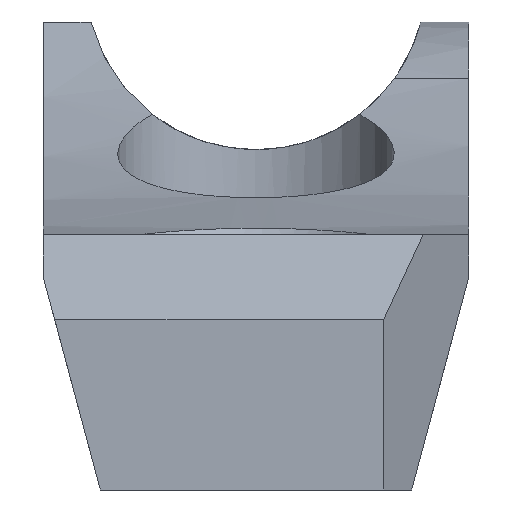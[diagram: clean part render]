
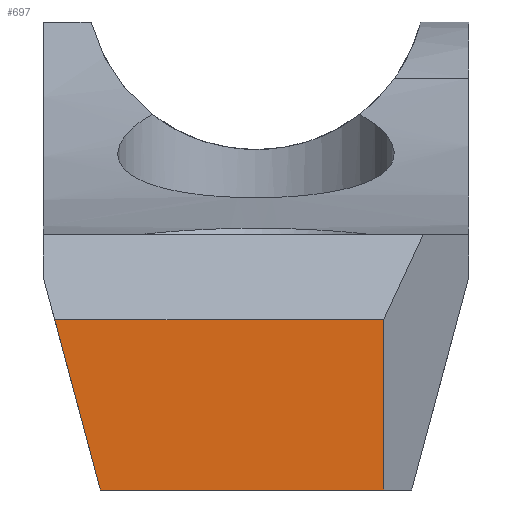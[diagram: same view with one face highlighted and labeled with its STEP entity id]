
A CAD part, front view. The second image highlights one B-rep face of the part: STEP entity #697.
In plain terms, the highlighted planar face has unit normal (0, -1, 0).
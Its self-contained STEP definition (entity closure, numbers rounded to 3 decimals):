
#35=PLANE('',#755);
#90=FACE_OUTER_BOUND('',#132,.T.);
#132=EDGE_LOOP('',(#612,#613,#614,#615));
#180=LINE('',#1171,#248);
#188=LINE('',#1193,#256);
#203=LINE('',#1222,#271);
#220=LINE('',#1256,#288);
#248=VECTOR('',#815,10.);
#256=VECTOR('',#835,10.);
#271=VECTOR('',#856,10.);
#288=VECTOR('',#885,10.);
#326=VERTEX_POINT('',#1168);
#327=VERTEX_POINT('',#1170);
#331=VERTEX_POINT('',#1184);
#335=VERTEX_POINT('',#1191);
#399=EDGE_CURVE('',#327,#326,#180,.T.);
#410=EDGE_CURVE('',#335,#331,#188,.T.);
#425=EDGE_CURVE('',#331,#326,#203,.T.);
#443=EDGE_CURVE('',#327,#335,#220,.T.);
#612=ORIENTED_EDGE('',*,*,#410,.F.);
#613=ORIENTED_EDGE('',*,*,#443,.F.);
#614=ORIENTED_EDGE('',*,*,#399,.T.);
#615=ORIENTED_EDGE('',*,*,#425,.F.);
#697=ADVANCED_FACE('',(#90),#35,.T.);
#755=AXIS2_PLACEMENT_3D('',#1283,#906,#907);
#815=DIRECTION('',(1.,0.,0.));
#835=DIRECTION('',(1.,0.,0.));
#856=DIRECTION('',(0.,0.,-1.));
#885=DIRECTION('',(-0.259,0.,0.966));
#906=DIRECTION('center_axis',(0.,-1.,0.));
#907=DIRECTION('ref_axis',(1.,0.,0.));
#1168=CARTESIAN_POINT('',(8.,0.,0.));
#1170=CARTESIAN_POINT('',(1.34,0.,0.));
#1171=CARTESIAN_POINT('',(0.,0.,0.));
#1184=CARTESIAN_POINT('',(8.,0.,4.));
#1191=CARTESIAN_POINT('',(0.268,0.,4.));
#1193=CARTESIAN_POINT('',(2.5,0.,4.));
#1222=CARTESIAN_POINT('',(8.,0.,0.));
#1256=CARTESIAN_POINT('',(0.96,0.,1.417));
#1283=CARTESIAN_POINT('Origin',(0.,0.,0.));
